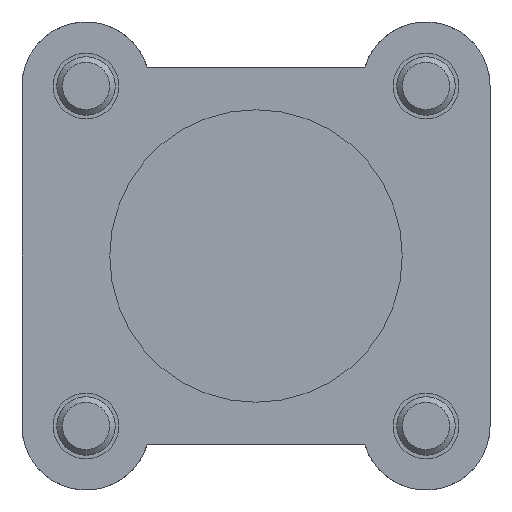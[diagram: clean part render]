
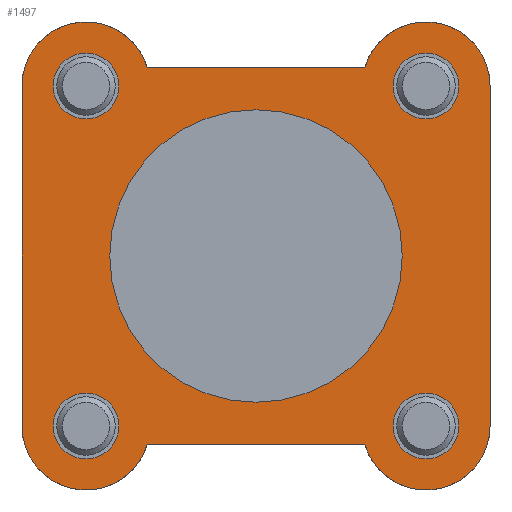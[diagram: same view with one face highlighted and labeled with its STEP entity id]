
A CAD part, front view. The second image highlights one B-rep face of the part: STEP entity #1497.
In plain terms, the highlighted planar face has unit normal (0, -1, 0).
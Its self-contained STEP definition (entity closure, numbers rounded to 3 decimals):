
#119=CIRCLE('',#1603,8.75);
#125=CIRCLE('',#1613,8.75);
#149=CIRCLE('',#1659,8.75);
#153=CIRCLE('',#1665,8.75);
#154=CIRCLE('',#1667,4.5);
#155=CIRCLE('',#1668,4.5);
#156=CIRCLE('',#1669,4.5);
#157=CIRCLE('',#1670,4.5);
#158=CIRCLE('',#1671,20.);
#351=ORIENTED_EDGE('',*,*,#727,.T.);
#352=ORIENTED_EDGE('',*,*,#728,.T.);
#353=ORIENTED_EDGE('',*,*,#729,.T.);
#354=ORIENTED_EDGE('',*,*,#730,.T.);
#355=ORIENTED_EDGE('',*,*,#731,.T.);
#356=ORIENTED_EDGE('',*,*,#716,.F.);
#357=ORIENTED_EDGE('',*,*,#687,.F.);
#358=ORIENTED_EDGE('',*,*,#726,.F.);
#359=ORIENTED_EDGE('',*,*,#652,.F.);
#360=ORIENTED_EDGE('',*,*,#642,.F.);
#361=ORIENTED_EDGE('',*,*,#618,.F.);
#362=ORIENTED_EDGE('',*,*,#627,.F.);
#363=ORIENTED_EDGE('',*,*,#720,.F.);
#618=EDGE_CURVE('',#823,#824,#959,.T.);
#627=EDGE_CURVE('',#831,#823,#119,.T.);
#642=EDGE_CURVE('',#824,#842,#125,.T.);
#652=EDGE_CURVE('',#842,#849,#976,.T.);
#687=EDGE_CURVE('',#877,#873,#1000,.T.);
#716=EDGE_CURVE('',#873,#895,#149,.T.);
#720=EDGE_CURVE('',#895,#831,#1015,.T.);
#726=EDGE_CURVE('',#849,#877,#153,.T.);
#727=EDGE_CURVE('',#902,#902,#154,.T.);
#728=EDGE_CURVE('',#903,#903,#155,.T.);
#729=EDGE_CURVE('',#904,#904,#156,.T.);
#730=EDGE_CURVE('',#905,#905,#157,.T.);
#731=EDGE_CURVE('',#906,#906,#158,.T.);
#823=VERTEX_POINT('',#2296);
#824=VERTEX_POINT('',#2298);
#831=VERTEX_POINT('',#2314);
#842=VERTEX_POINT('',#2351);
#849=VERTEX_POINT('',#2371);
#873=VERTEX_POINT('',#2428);
#877=VERTEX_POINT('',#2438);
#895=VERTEX_POINT('',#2517);
#902=VERTEX_POINT('',#2547);
#903=VERTEX_POINT('',#2549);
#904=VERTEX_POINT('',#2551);
#905=VERTEX_POINT('',#2553);
#906=VERTEX_POINT('',#2555);
#959=LINE('',#2297,#1061);
#976=LINE('',#2370,#1078);
#1000=LINE('',#2439,#1102);
#1015=LINE('',#2531,#1117);
#1061=VECTOR('',#1804,1000.);
#1078=VECTOR('',#1867,1000.);
#1102=VECTOR('',#1923,1000.);
#1117=VECTOR('',#1986,1000.);
#1185=EDGE_LOOP('',(#351));
#1186=EDGE_LOOP('',(#352));
#1187=EDGE_LOOP('',(#353));
#1188=EDGE_LOOP('',(#354));
#1189=EDGE_LOOP('',(#355));
#1190=EDGE_LOOP('',(#356,#357,#358,#359,#360,#361,#362,#363));
#1319=FACE_BOUND('',#1185,.T.);
#1320=FACE_BOUND('',#1186,.T.);
#1321=FACE_BOUND('',#1187,.T.);
#1322=FACE_BOUND('',#1188,.T.);
#1323=FACE_BOUND('',#1189,.T.);
#1324=FACE_BOUND('',#1190,.T.);
#1435=PLANE('',#1666);
#1497=ADVANCED_FACE('',(#1319,#1320,#1321,#1322,#1323,#1324),#1435,.F.);
#1603=AXIS2_PLACEMENT_3D('',#2315,#1818,#1819);
#1613=AXIS2_PLACEMENT_3D('',#2350,#1845,#1846);
#1659=AXIS2_PLACEMENT_3D('',#2524,#1978,#1979);
#1665=AXIS2_PLACEMENT_3D('',#2544,#1995,#1996);
#1666=AXIS2_PLACEMENT_3D('',#2545,#1997,#1998);
#1667=AXIS2_PLACEMENT_3D('',#2546,#1999,#2000);
#1668=AXIS2_PLACEMENT_3D('',#2548,#2001,#2002);
#1669=AXIS2_PLACEMENT_3D('',#2550,#2003,#2004);
#1670=AXIS2_PLACEMENT_3D('',#2552,#2005,#2006);
#1671=AXIS2_PLACEMENT_3D('',#2554,#2007,#2008);
#1804=DIRECTION('',(1.,0.,0.));
#1818=DIRECTION('',(0.,1.,0.));
#1819=DIRECTION('',(1.,0.,0.));
#1845=DIRECTION('',(0.,1.,0.));
#1846=DIRECTION('',(1.,0.,0.));
#1867=DIRECTION('',(0.,0.,-1.));
#1923=DIRECTION('',(-1.,0.,0.));
#1978=DIRECTION('',(0.,1.,0.));
#1979=DIRECTION('',(1.,0.,0.));
#1986=DIRECTION('',(0.,0.,1.));
#1995=DIRECTION('',(0.,1.,0.));
#1996=DIRECTION('',(1.,0.,0.));
#1997=DIRECTION('',(0.,1.,0.));
#1998=DIRECTION('',(0.,0.,1.));
#1999=DIRECTION('',(0.,1.,0.));
#2000=DIRECTION('',(1.,0.,0.));
#2001=DIRECTION('',(0.,1.,0.));
#2002=DIRECTION('',(1.,0.,0.));
#2003=DIRECTION('',(0.,1.,0.));
#2004=DIRECTION('',(1.,0.,0.));
#2005=DIRECTION('',(0.,1.,0.));
#2006=DIRECTION('',(1.,0.,0.));
#2007=DIRECTION('',(0.,1.,0.));
#2008=DIRECTION('',(1.,0.,0.));
#2296=CARTESIAN_POINT('',(-14.865,0.,25.75));
#2297=CARTESIAN_POINT('',(-14.865,0.,25.75));
#2298=CARTESIAN_POINT('',(14.865,0.,25.75));
#2314=CARTESIAN_POINT('',(-32.,0.,23.25));
#2315=CARTESIAN_POINT('',(-23.25,0.,23.25));
#2350=CARTESIAN_POINT('',(23.25,0.,23.25));
#2351=CARTESIAN_POINT('',(32.,0.,23.25));
#2370=CARTESIAN_POINT('',(32.,0.,23.25));
#2371=CARTESIAN_POINT('',(32.,0.,-23.25));
#2428=CARTESIAN_POINT('',(-14.865,0.,-25.75));
#2438=CARTESIAN_POINT('',(14.865,0.,-25.75));
#2439=CARTESIAN_POINT('',(14.865,0.,-25.75));
#2517=CARTESIAN_POINT('',(-32.,0.,-23.25));
#2524=CARTESIAN_POINT('',(-23.25,0.,-23.25));
#2531=CARTESIAN_POINT('',(-32.,0.,-23.25));
#2544=CARTESIAN_POINT('',(23.25,0.,-23.25));
#2545=CARTESIAN_POINT('',(-23.25,0.,-23.25));
#2546=CARTESIAN_POINT('',(-23.25,0.,23.25));
#2547=CARTESIAN_POINT('',(-18.75,0.,23.25));
#2548=CARTESIAN_POINT('',(23.25,0.,23.25));
#2549=CARTESIAN_POINT('',(27.75,0.,23.25));
#2550=CARTESIAN_POINT('',(-23.25,0.,-23.25));
#2551=CARTESIAN_POINT('',(-18.75,0.,-23.25));
#2552=CARTESIAN_POINT('',(23.25,0.,-23.25));
#2553=CARTESIAN_POINT('',(27.75,0.,-23.25));
#2554=CARTESIAN_POINT('',(0.,0.,0.));
#2555=CARTESIAN_POINT('',(20.,0.,0.));
